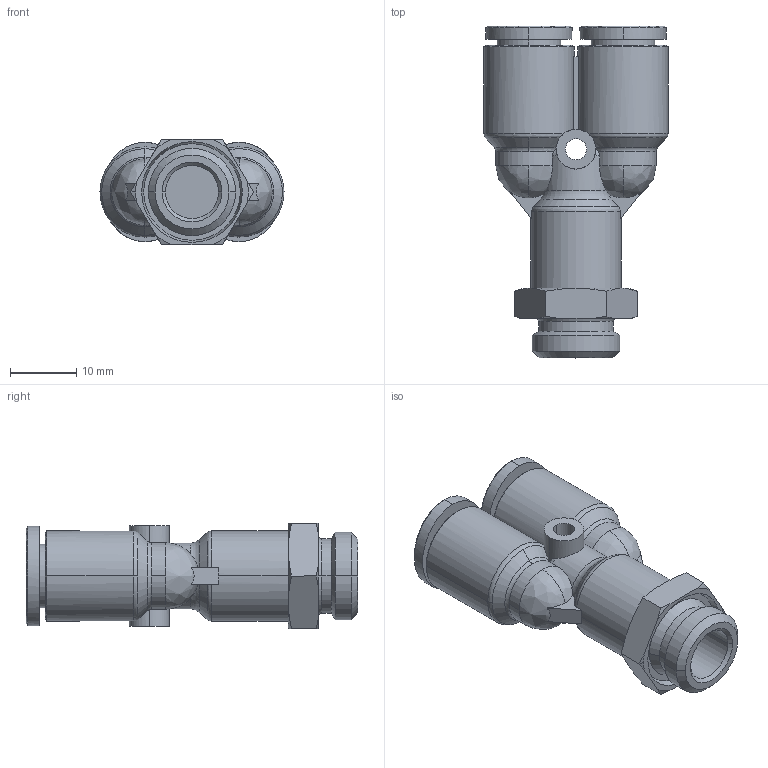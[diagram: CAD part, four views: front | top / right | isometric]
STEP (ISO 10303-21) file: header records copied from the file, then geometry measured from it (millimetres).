
FILE_DESCRIPTION (( 'STEP AP214' ), '1' );
FILE_NAME ('PWT08-G02.stp', '2015-09-24T12:13:58', ( '' ), ( '' ), 'SwSTEP 2.0', 'SolidWorks 2015', '' );
FILE_SCHEMA (( 'AUTOMOTIVE_DESIGN' ));
Length unit declared in the file: millimetre
Products named in the file (2): ｦ+ﾃｦ1; PWT08-G02
Assembly tree (1 placements, depth 2):
  PWT08-G02
    ｦ+ﾃｦ1
Bounding box: 27.8 x 50.1 x 16 mm (x, y, z)
Volume: 7835.9 mm3; surface area: 5548 mm2
Topology: 1 solids, 1 shells, 874 faces, 2461 edges, 1631 vertices
Faces by surface type: plane 704, bspline 75, cylinder 47, cone 42, torus 6
Entity records: 31125 total; most frequent: CARTESIAN_POINT 8031, ORIENTED_EDGE 4922, DIRECTION 3999, EDGE_CURVE 2461, VECTOR 2049, LINE 2049, VERTEX_POINT 1631, AXIS2_PLACEMENT_3D 975
